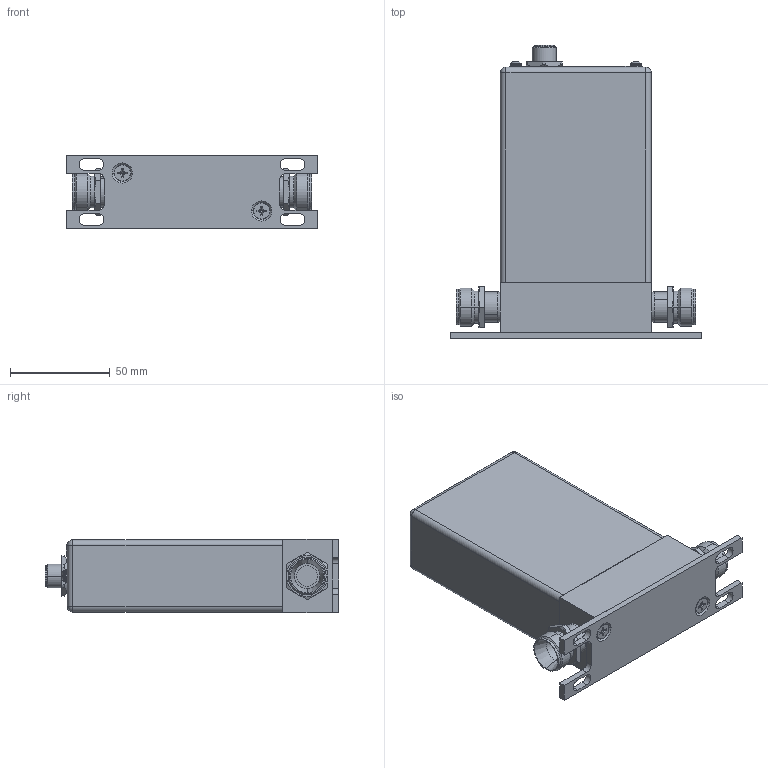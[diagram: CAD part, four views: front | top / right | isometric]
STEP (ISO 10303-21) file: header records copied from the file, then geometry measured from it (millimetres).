
FILE_DESCRIPTION((''),'2;1');
FILE_NAME('DNET_1-2_TUBE_ASM','2013-10-25T',('cockrofm'),('MKS Instruments, Inc.'),'PRO/ENGINEER BY PARAMETRIC TECHNOLOGY CORPORATION, 2009060','PRO/ENGINEER BY PARAMETRIC TECHNOLOGY CORPORATION, 2009060','');
FILE_SCHEMA(('AUTOMOTIVE_DESIGN { 1 2 10303 214 0 1 1 1 }'));
Length unit declared in the file: inch
Products named in the file (12): 118253_DUMMY_OUTLINE; 1053145_MOUNTING-PLATE; 160-3973; 1051992_FITTING_8VCR; 1-2_TUBE_ASM; 1042450_ENCLOSURE; 1032904_DNET-CONN; 1011702-002_4-40_PAN-HD-SEMS; 133675_DNET_CONN_NUT; 1038688_CONN_RJ45; 119937-P9_SMALL-SINGLE; DNET_1-2_TUBE_ASM
Assembly tree (14 placements, depth 3):
  DNET_1-2_TUBE_ASM
    1-2_TUBE_ASM
      118253_DUMMY_OUTLINE
      1053145_MOUNTING-PLATE
      160-3973  x2
      1051992_FITTING_8VCR  x2
    1042450_ENCLOSURE
    1032904_DNET-CONN
    1011702-002_4-40_PAN-HD-SEMS  x2
    133675_DNET_CONN_NUT
    1038688_CONN_RJ45
    119937-P9_SMALL-SINGLE
Bounding box: 125.98 x 147.19 x 36.83 mm (x, y, z)
Volume: 113649.9 mm3; surface area: 83729.4 mm2
Topology: 13 solids, 19 shells, 585 faces, 1430 edges, 872 vertices
Faces by surface type: plane 203, cylinder 184, bspline 120, cone 58, torus 12, sphere 8
Entity records: 16540 total; most frequent: CARTESIAN_POINT 3896, DIRECTION 2120, ORIENTED_EDGE 2066, EDGE_CURVE 1045, AXIS2_PLACEMENT_3D 800, VERTEX_POINT 689, PRESENTATION_STYLE_ASSIGNMENT 555, STYLED_ITEM 555
